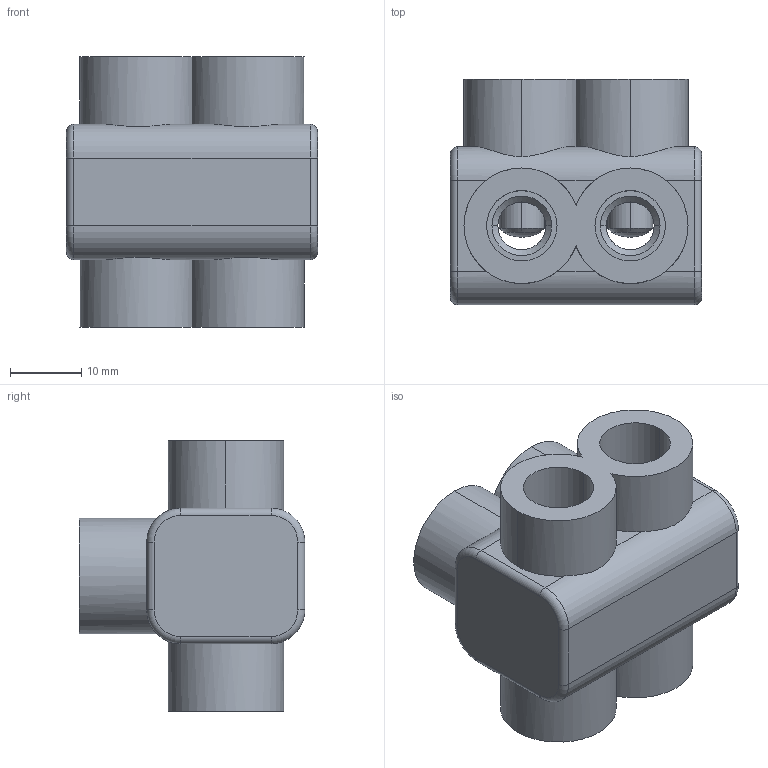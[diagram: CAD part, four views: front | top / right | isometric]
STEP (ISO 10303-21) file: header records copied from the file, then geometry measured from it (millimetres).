
FILE_DESCRIPTION (( 'STEP AP214' ), '1' );
FILE_NAME ('IPBB-NA4-2D-1.STEP', '2025-08-26T22:33:23', ( '' ), ( '' ), 'SwSTEP 2.0', 'SolidWorks 2024', '' );
FILE_SCHEMA (( 'AUTOMOTIVE_DESIGN' ));
Length unit declared in the file: inch
Products named in the file (1): IPBB-NA4-2D-1
Bounding box: 35.31 x 31.75 x 38.1 mm (x, y, z)
Volume: 19420.3 mm3; surface area: 12429.7 mm2
Topology: 4 solids, 4 shells, 178 faces, 460 edges, 288 vertices
Faces by surface type: plane 74, cylinder 64, cone 28, torus 8, sphere 4
Entity records: 6524 total; most frequent: CARTESIAN_POINT 2087, DIRECTION 942, ORIENTED_EDGE 900, EDGE_CURVE 450, AXIS2_PLACEMENT_3D 369, VERTEX_POINT 286, VECTOR 204, LINE 204
